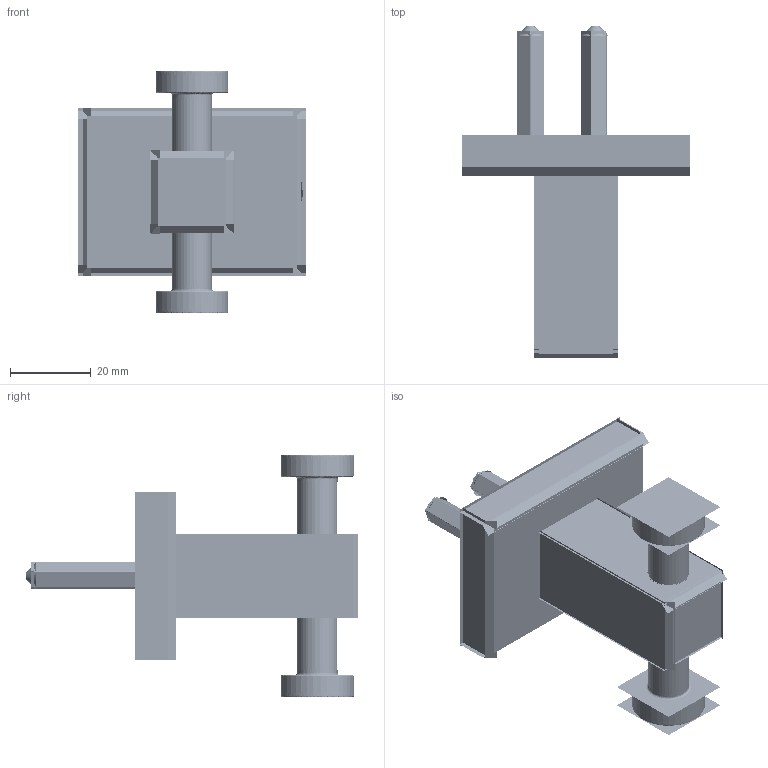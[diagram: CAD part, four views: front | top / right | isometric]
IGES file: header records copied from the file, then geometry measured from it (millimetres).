
Start section:  PTC IGES file: ffas0481-908500bc0_asm.igs
Global section: file name: ffas0481-908500bc0_asm.igs; native system: Creo Parametric by PTC Inc.; preprocessor: 2014440; author: 10114291; organization: Unknown; date: 20180820.175346; units: millimetre
Bounding box: 56.16 x 82.09 x 60 mm (x, y, z)
Surface area: 52566.5 mm2 (no closed solid volume)
Topology: 0 solids, 0 shells, 1292 faces, 19223 edges, 25208 vertices
Faces by surface type: revolution 698, bspline 594
